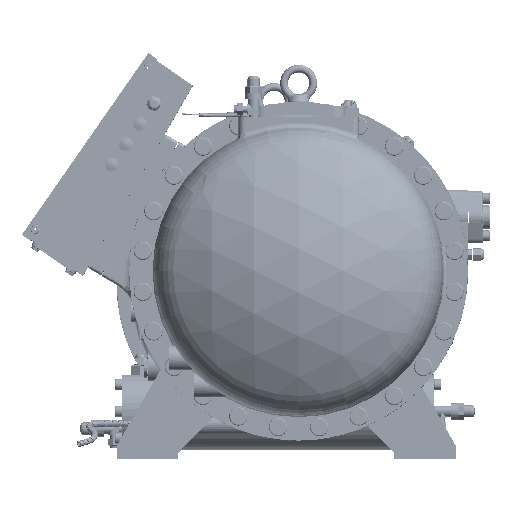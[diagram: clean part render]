
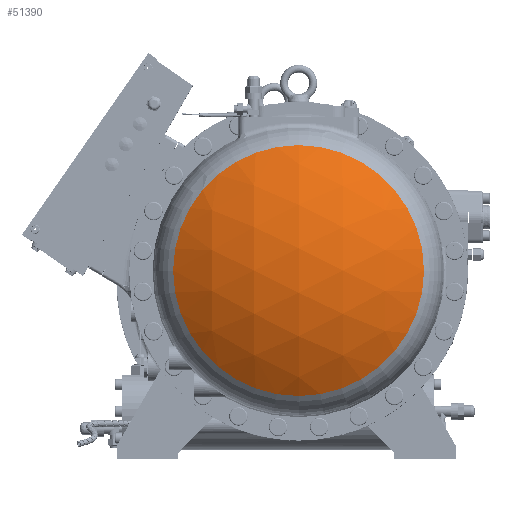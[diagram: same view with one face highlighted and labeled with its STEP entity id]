
A CAD part, top view. The second image highlights one B-rep face of the part: STEP entity #51390.
In plain terms, the highlighted spherical face has radius 354 mm.
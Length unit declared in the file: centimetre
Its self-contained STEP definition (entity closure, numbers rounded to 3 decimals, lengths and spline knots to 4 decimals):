
#1618=SPHERICAL_SURFACE('',#54494,35.4);
#12918=CIRCLE('',#54490,20.355);
#15825=FACE_OUTER_BOUND('',#18260,.T.);
#18260=EDGE_LOOP('',(#38299));
#22677=VERTEX_POINT('',#76731);
#29534=EDGE_CURVE('',#22677,#22677,#12918,.T.);
#38299=ORIENTED_EDGE('',*,*,#29534,.F.);
#51390=ADVANCED_FACE('',(#15825),#1618,.T.);
#54490=AXIS2_PLACEMENT_3D('',#76732,#59836,#59837);
#54494=AXIS2_PLACEMENT_3D('',#76892,#59844,#59845);
#59836=DIRECTION('center_axis',(0.,0.,
-1.));
#59837=DIRECTION('ref_axis',(-1.,0.,0.));
#59844=DIRECTION('center_axis',(1.,0.,0.));
#59845=DIRECTION('ref_axis',(0.,1.,0.));
#76731=CARTESIAN_POINT('',(4.,-17.955,61.1126));
#76732=CARTESIAN_POINT('Origin',(4.,2.4,61.1126));
#76892=CARTESIAN_POINT('Origin',(4.,2.4,32.15));
